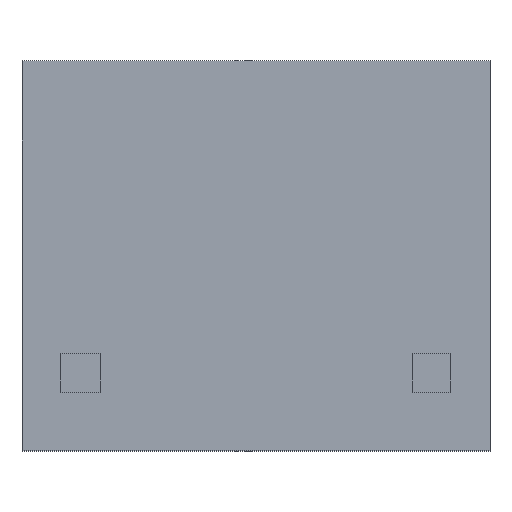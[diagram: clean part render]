
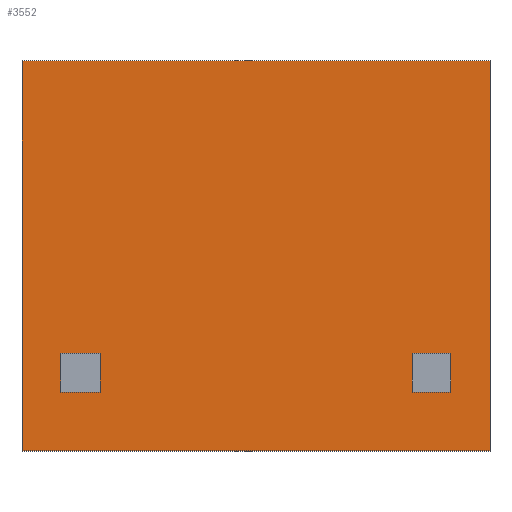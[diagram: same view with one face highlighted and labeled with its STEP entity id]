
A CAD part, top view. The second image highlights one B-rep face of the part: STEP entity #3552.
In plain terms, the highlighted planar face has unit normal (0, 0, 1).
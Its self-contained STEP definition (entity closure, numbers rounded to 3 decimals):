
#3150 = VERTEX_POINT('',#3151);
#3151 = CARTESIAN_POINT('',(-60.,50.,60.));
#3157 = EDGE_CURVE('',#3150,#3158,#3160,.T.);
#3158 = VERTEX_POINT('',#3159);
#3159 = CARTESIAN_POINT('',(-60.,-50.,60.));
#3160 = LINE('',#3161,#3162);
#3161 = CARTESIAN_POINT('',(-60.,50.,60.));
#3162 = VECTOR('',#3163,1.);
#3163 = DIRECTION('',(0.,-1.,0.));
#3190 = VERTEX_POINT('',#3191);
#3191 = CARTESIAN_POINT('',(60.,50.,60.));
#3197 = EDGE_CURVE('',#3190,#3150,#3198,.T.);
#3198 = LINE('',#3199,#3200);
#3199 = CARTESIAN_POINT('',(60.,50.,60.));
#3200 = VECTOR('',#3201,1.);
#3201 = DIRECTION('',(-1.,0.,0.));
#3219 = EDGE_CURVE('',#3158,#3220,#3222,.T.);
#3220 = VERTEX_POINT('',#3221);
#3221 = CARTESIAN_POINT('',(60.,-50.,60.));
#3222 = LINE('',#3223,#3224);
#3223 = CARTESIAN_POINT('',(-60.,-50.,60.));
#3224 = VECTOR('',#3225,1.);
#3225 = DIRECTION('',(1.,0.,0.));
#3552 = ADVANCED_FACE('',(#3553,#3564,#3598),#3632,.T.);
#3553 = FACE_BOUND('',#3554,.T.);
#3554 = EDGE_LOOP('',(#3555,#3556,#3557,#3563));
#3555 = ORIENTED_EDGE('',*,*,#3157,.T.);
#3556 = ORIENTED_EDGE('',*,*,#3219,.T.);
#3557 = ORIENTED_EDGE('',*,*,#3558,.T.);
#3558 = EDGE_CURVE('',#3220,#3190,#3559,.T.);
#3559 = LINE('',#3560,#3561);
#3560 = CARTESIAN_POINT('',(60.,-50.,60.));
#3561 = VECTOR('',#3562,1.);
#3562 = DIRECTION('',(0.,1.,0.));
#3563 = ORIENTED_EDGE('',*,*,#3197,.T.);
#3564 = FACE_BOUND('',#3565,.T.);
#3565 = EDGE_LOOP('',(#3566,#3576,#3584,#3592));
#3566 = ORIENTED_EDGE('',*,*,#3567,.F.);
#3567 = EDGE_CURVE('',#3568,#3570,#3572,.T.);
#3568 = VERTEX_POINT('',#3569);
#3569 = CARTESIAN_POINT('',(50.,-35.,60.));
#3570 = VERTEX_POINT('',#3571);
#3571 = CARTESIAN_POINT('',(50.,-25.,60.));
#3572 = LINE('',#3573,#3574);
#3573 = CARTESIAN_POINT('',(50.,-35.,60.));
#3574 = VECTOR('',#3575,1.);
#3575 = DIRECTION('',(0.,1.,0.));
#3576 = ORIENTED_EDGE('',*,*,#3577,.F.);
#3577 = EDGE_CURVE('',#3578,#3568,#3580,.T.);
#3578 = VERTEX_POINT('',#3579);
#3579 = CARTESIAN_POINT('',(40.,-35.,60.));
#3580 = LINE('',#3581,#3582);
#3581 = CARTESIAN_POINT('',(40.,-35.,60.));
#3582 = VECTOR('',#3583,1.);
#3583 = DIRECTION('',(1.,0.,0.));
#3584 = ORIENTED_EDGE('',*,*,#3585,.F.);
#3585 = EDGE_CURVE('',#3586,#3578,#3588,.T.);
#3586 = VERTEX_POINT('',#3587);
#3587 = CARTESIAN_POINT('',(40.,-25.,60.));
#3588 = LINE('',#3589,#3590);
#3589 = CARTESIAN_POINT('',(40.,-25.,60.));
#3590 = VECTOR('',#3591,1.);
#3591 = DIRECTION('',(0.,-1.,0.));
#3592 = ORIENTED_EDGE('',*,*,#3593,.F.);
#3593 = EDGE_CURVE('',#3570,#3586,#3594,.T.);
#3594 = LINE('',#3595,#3596);
#3595 = CARTESIAN_POINT('',(50.,-25.,60.));
#3596 = VECTOR('',#3597,1.);
#3597 = DIRECTION('',(-1.,0.,0.));
#3598 = FACE_BOUND('',#3599,.T.);
#3599 = EDGE_LOOP('',(#3600,#3610,#3618,#3626));
#3600 = ORIENTED_EDGE('',*,*,#3601,.F.);
#3601 = EDGE_CURVE('',#3602,#3604,#3606,.T.);
#3602 = VERTEX_POINT('',#3603);
#3603 = CARTESIAN_POINT('',(-50.,-35.,60.));
#3604 = VERTEX_POINT('',#3605);
#3605 = CARTESIAN_POINT('',(-40.,-35.,60.));
#3606 = LINE('',#3607,#3608);
#3607 = CARTESIAN_POINT('',(-50.,-35.,60.));
#3608 = VECTOR('',#3609,1.);
#3609 = DIRECTION('',(1.,0.,0.));
#3610 = ORIENTED_EDGE('',*,*,#3611,.F.);
#3611 = EDGE_CURVE('',#3612,#3602,#3614,.T.);
#3612 = VERTEX_POINT('',#3613);
#3613 = CARTESIAN_POINT('',(-50.,-25.,60.));
#3614 = LINE('',#3615,#3616);
#3615 = CARTESIAN_POINT('',(-50.,-25.,60.));
#3616 = VECTOR('',#3617,1.);
#3617 = DIRECTION('',(0.,-1.,0.));
#3618 = ORIENTED_EDGE('',*,*,#3619,.F.);
#3619 = EDGE_CURVE('',#3620,#3612,#3622,.T.);
#3620 = VERTEX_POINT('',#3621);
#3621 = CARTESIAN_POINT('',(-40.,-25.,60.));
#3622 = LINE('',#3623,#3624);
#3623 = CARTESIAN_POINT('',(-40.,-25.,60.));
#3624 = VECTOR('',#3625,1.);
#3625 = DIRECTION('',(-1.,0.,0.));
#3626 = ORIENTED_EDGE('',*,*,#3627,.F.);
#3627 = EDGE_CURVE('',#3604,#3620,#3628,.T.);
#3628 = LINE('',#3629,#3630);
#3629 = CARTESIAN_POINT('',(-40.,-35.,60.));
#3630 = VECTOR('',#3631,1.);
#3631 = DIRECTION('',(0.,1.,0.));
#3632 = PLANE('',#3633);
#3633 = AXIS2_PLACEMENT_3D('',#3634,#3635,#3636);
#3634 = CARTESIAN_POINT('',(0.,0.,60.));
#3635 = DIRECTION('',(0.,0.,1.));
#3636 = DIRECTION('',(1.,0.,0.));
